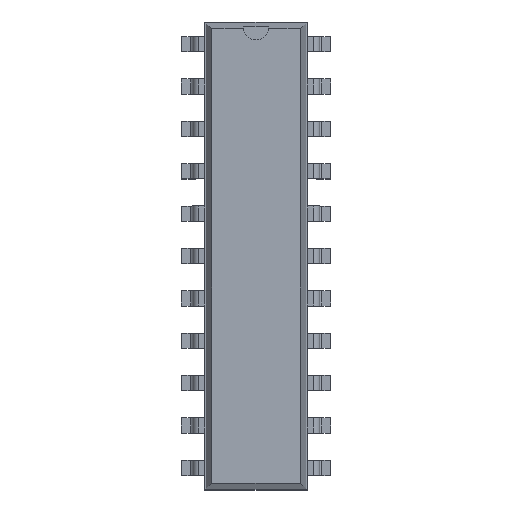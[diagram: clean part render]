
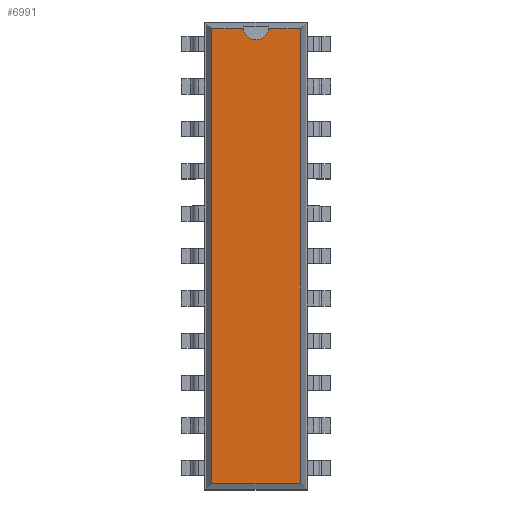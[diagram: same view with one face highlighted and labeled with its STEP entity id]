
A CAD part, top view. The second image highlights one B-rep face of the part: STEP entity #6991.
In plain terms, the highlighted planar face has unit normal (0, 0, 1).
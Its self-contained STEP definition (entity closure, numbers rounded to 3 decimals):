
#27=VECTOR('',#28,1.);
#28=DIRECTION('',(0.,1.,0.));
#34=VECTOR('',#35,1.);
#35=DIRECTION('',(-1.,0.,0.));
#41=VECTOR('',#42,1.);
#42=DIRECTION('',(0.,-1.,0.));
#46=VECTOR('',#47,1.);
#47=DIRECTION('',(1.,0.,0.));
#50=DIRECTION('',(0.,0.,-1.));
#1321=DIRECTION('',(0.,0.,-1.));
#4694=VERTEX_POINT('',#4695);
#4695=CARTESIAN_POINT('',(2.661,13.631,3.68));
#4697=ORIENTED_EDGE('',*,*,#4698,.F.);
#4698=EDGE_CURVE('',#4699,#4694,#4701,.T.);
#4699=VERTEX_POINT('',#4700);
#4700=CARTESIAN_POINT('',(2.661,-13.631,3.68));
#4701=LINE('',#4700,#27);
#5806=VERTEX_POINT('',#5807);
#5807=CARTESIAN_POINT('',(-2.661,13.631,3.68));
#5809=ORIENTED_EDGE('',*,*,#5810,.F.);
#5810=EDGE_CURVE('',#5811,#5806,#5813,.T.);
#5811=VERTEX_POINT('',#5812);
#5812=CARTESIAN_POINT('',(-0.746,13.631,3.68));
#5813=LINE('',#4695,#34);
#5832=VERTEX_POINT('',#5833);
#5833=CARTESIAN_POINT('',(0.746,13.631,3.68));
#5839=ORIENTED_EDGE('',*,*,#5840,.F.);
#5840=EDGE_CURVE('',#4694,#5832,#5813,.T.);
#5881=VERTEX_POINT('',#5882);
#5882=CARTESIAN_POINT('',(-2.661,-13.631,3.68));
#5884=ORIENTED_EDGE('',*,*,#5885,.F.);
#5885=EDGE_CURVE('',#5806,#5881,#5886,.T.);
#5886=LINE('',#5807,#41);
#6986=ORIENTED_EDGE('',*,*,#6987,.F.);
#6987=EDGE_CURVE('',#5881,#4699,#6988,.T.);
#6988=LINE('',#5882,#46);
#6991=ADVANCED_FACE('',(#6992),#7003,.F.);
#6992=FACE_BOUND('',#6993,.F.);
#6993=EDGE_LOOP('',(#4697,#6986,#5884,#5809,#6994,#7001,#5839));
#6994=ORIENTED_EDGE('',*,*,#6995,.F.);
#6995=EDGE_CURVE('',#6996,#5811,#6998,.T.);
#6996=VERTEX_POINT('',#6997);
#6997=CARTESIAN_POINT('',(0.,12.956,3.68));
#6998=CIRCLE('',#6999,0.75);
#6999=AXIS2_PLACEMENT_3D('',#7000,#1321,#42);
#7000=CARTESIAN_POINT('',(0.,13.706,3.68));
#7001=ORIENTED_EDGE('',*,*,#7002,.F.);
#7002=EDGE_CURVE('',#5832,#6996,#6998,.T.);
#7003=PLANE('',#7004);
#7004=AXIS2_PLACEMENT_3D('',#4700,#50,#7005);
#7005=DIRECTION('',(-0.192,0.981,0.));
